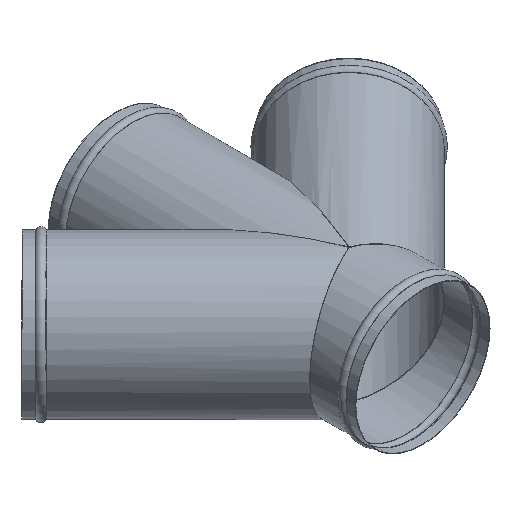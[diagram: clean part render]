
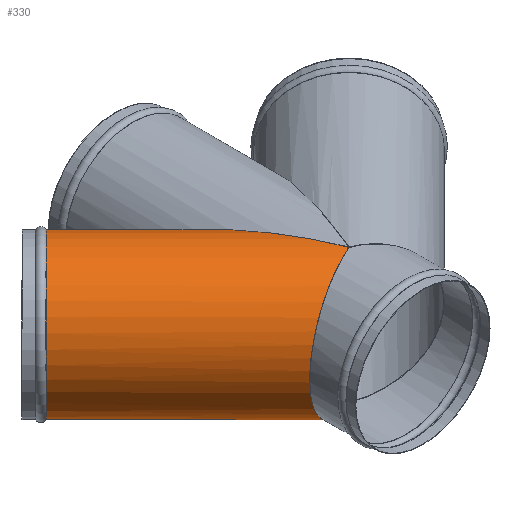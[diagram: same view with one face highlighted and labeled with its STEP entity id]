
A CAD part, isometric view. The second image highlights one B-rep face of the part: STEP entity #330.
In plain terms, the highlighted cylindrical face has radius 151 mm (diameter 302 mm), a full revolution.
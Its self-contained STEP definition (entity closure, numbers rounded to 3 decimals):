
#25=ELLIPSE('',#364,394.582,151.);
#26=ELLIPSE('',#367,163.441,151.);
#54=FACE_BOUND('',#130,.T.);
#82=FACE_OUTER_BOUND('',#129,.T.);
#129=EDGE_LOOP('',(#276));
#130=EDGE_LOOP('',(#277,#278));
#159=CIRCLE('',#373,151.);
#175=VERTEX_POINT('',#535);
#176=VERTEX_POINT('',#536);
#187=VERTEX_POINT('',#572);
#213=EDGE_CURVE('',#176,#175,#25,.T.);
#215=EDGE_CURVE('',#175,#176,#26,.T.);
#219=EDGE_CURVE('',#187,#187,#159,.T.);
#276=ORIENTED_EDGE('',*,*,#219,.T.);
#277=ORIENTED_EDGE('',*,*,#213,.F.);
#278=ORIENTED_EDGE('',*,*,#215,.F.);
#308=CYLINDRICAL_SURFACE('',#388,151.);
#330=ADVANCED_FACE('',(#82,#54),#308,.T.);
#364=AXIS2_PLACEMENT_3D('',#559,#449,#450);
#367=AXIS2_PLACEMENT_3D('',#563,#455,#456);
#373=AXIS2_PLACEMENT_3D('',#573,#467,#468);
#388=AXIS2_PLACEMENT_3D('',#595,#497,#498);
#449=DIRECTION('center_axis',(0.924,0.383,0.));
#450=DIRECTION('ref_axis',(-0.383,0.924,0.));
#455=DIRECTION('center_axis',(0.383,-0.924,0.));
#456=DIRECTION('ref_axis',(0.924,0.383,0.));
#467=DIRECTION('center_axis',(0.707,-0.707,0.));
#468=DIRECTION('ref_axis',(0.,0.,-1.));
#497=DIRECTION('center_axis',(0.707,-0.707,0.));
#498=DIRECTION('ref_axis',(0.,0.,-1.));
#535=CARTESIAN_POINT('',(0.,165.,151.));
#536=CARTESIAN_POINT('',(0.,165.,-151.));
#559=CARTESIAN_POINT('Origin',(0.,165.,0.));
#563=CARTESIAN_POINT('Origin',(0.,165.,0.));
#572=CARTESIAN_POINT('',(-339.651,504.651,-151.));
#573=CARTESIAN_POINT('Origin',(-339.651,504.651,0.));
#595=CARTESIAN_POINT('Origin',(-366.988,531.988,0.));
